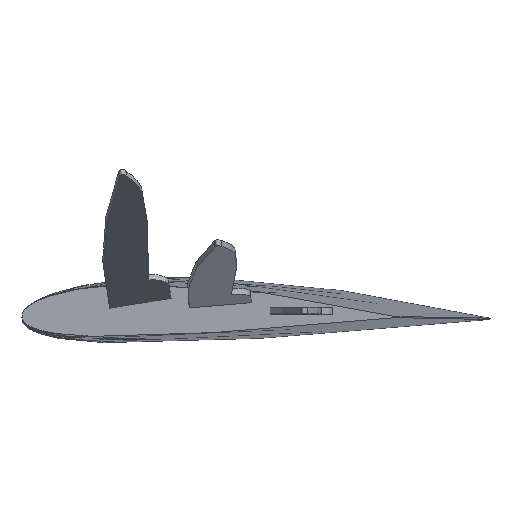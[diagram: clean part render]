
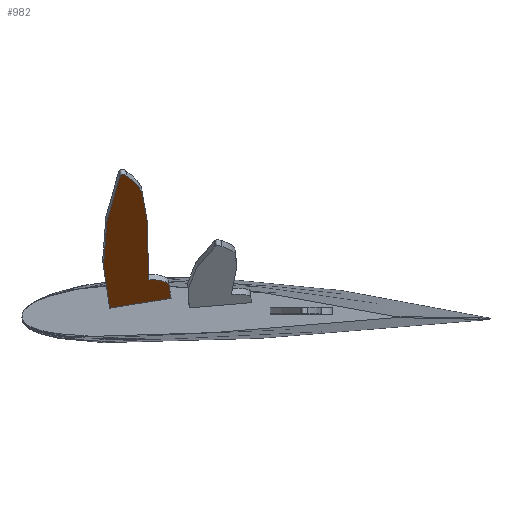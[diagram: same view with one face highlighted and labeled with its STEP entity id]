
A CAD part, top view. The second image highlights one B-rep face of the part: STEP entity #982.
In plain terms, the highlighted planar face has unit normal (0.138, -0.858, 0.494).
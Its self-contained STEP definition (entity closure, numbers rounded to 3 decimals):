
#12 = DIRECTION ( 'NONE',  ( 0.987, 0.159, 0. ) ) ;
#73 = B_SPLINE_CURVE_WITH_KNOTS ( 'NONE', 2,
 ( #815, #1600, #719 ),
 .UNSPECIFIED., .F., .F.,
 ( 3, 3 ),
 ( 0., 1. ),
 .UNSPECIFIED. ) ;
#82 = VERTEX_POINT ( 'NONE', #1462 ) ;
#86 = CARTESIAN_POINT ( 'NONE',  ( 33.571, 45.036, 384.432 ) ) ;
#100 = EDGE_LOOP ( 'NONE', ( #509, #224, #500, #1106, #415, #1063 ) ) ;
#106 = PLANE ( 'NONE',  #1248 ) ;
#142 = EDGE_CURVE ( 'NONE', #810, #82, #391, .T. ) ;
#223 = CARTESIAN_POINT ( 'NONE',  ( 37.623, 42.164, 378.315 ) ) ;
#224 = ORIENTED_EDGE ( 'NONE', *, *, #142, .T. ) ;
#350 = VECTOR ( 'NONE', #12, 1000. ) ;
#361 = EDGE_CURVE ( 'NONE', #516, #1214, #1096, .T. ) ;
#391 = B_SPLINE_CURVE_WITH_KNOTS ( 'NONE', 3,
 ( #477, #1410, #778, #223, #86 ),
 .UNSPECIFIED., .F., .F.,
 ( 4, 1, 4 ),
 ( 0., 0.625, 1. ),
 .UNSPECIFIED. ) ;
#415 = ORIENTED_EDGE ( 'NONE', *, *, #361, .T. ) ;
#454 = LINE ( 'NONE', #1551, #854 ) ;
#477 = CARTESIAN_POINT ( 'NONE',  ( 40.679, 11.768, 324.68 ) ) ;
#487 = DIRECTION ( 'NONE',  ( -0.078, 0.488, 0.869 ) ) ;
#500 = ORIENTED_EDGE ( 'NONE', *, *, #1084, .F. ) ;
#509 = ORIENTED_EDGE ( 'NONE', *, *, #797, .T. ) ;
#516 = VERTEX_POINT ( 'NONE', #1615 ) ;
#546 = CARTESIAN_POINT ( 'NONE',  ( 47.195, 10.056, 319.889 ) ) ;
#605 = CARTESIAN_POINT ( 'NONE',  ( 31.305, 44.673, 384.432 ) ) ;
#615 = CARTESIAN_POINT ( 'NONE',  ( 40.679, 11.768, 324.68 ) ) ;
#646 = CARTESIAN_POINT ( 'NONE',  ( 44.62, 11.509, 323.131 ) ) ;
#679 = VERTEX_POINT ( 'NONE', #605 ) ;
#719 = CARTESIAN_POINT ( 'NONE',  ( 33.571, 45.036, 384.432 ) ) ;
#730 = B_SPLINE_CURVE_WITH_KNOTS ( 'NONE', 2,
 ( #1605, #916, #1440 ),
 .UNSPECIFIED., .F., .F.,
 ( 3, 3 ),
 ( 0., 1. ),
 .UNSPECIFIED. ) ;
#760 = CARTESIAN_POINT ( 'NONE',  ( 47.195, 10.056, 319.889 ) ) ;
#767 = CARTESIAN_POINT ( 'NONE',  ( 47.861, 5.908, 312.5 ) ) ;
#778 = CARTESIAN_POINT ( 'NONE',  ( 40.226, 37.859, 370.113 ) ) ;
#796 = EDGE_CURVE ( 'NONE', #1214, #1573, #454, .T. ) ;
#797 = EDGE_CURVE ( 'NONE', #1573, #810, #814, .T. ) ;
#810 = VERTEX_POINT ( 'NONE', #615 ) ;
#814 = B_SPLINE_CURVE_WITH_KNOTS ( 'NONE', 3,
 ( #760, #1283, #883, #1400, #1275 ),
 .UNSPECIFIED., .F., .F.,
 ( 4, 1, 4 ),
 ( 0., 0.562, 1. ),
 .UNSPECIFIED. ) ;
#815 = CARTESIAN_POINT ( 'NONE',  ( 31.305, 44.673, 384.432 ) ) ;
#854 = VECTOR ( 'NONE', #487, 1000. ) ;
#883 = CARTESIAN_POINT ( 'NONE',  ( 44.296, 11.58, 323.344 ) ) ;
#916 = CARTESIAN_POINT ( 'NONE',  ( 22.906, 22.97, 349.088 ) ) ;
#982 = ADVANCED_FACE ( 'NONE', ( #1561 ), #106, .F. ) ;
#1051 = DIRECTION ( 'NONE',  ( -0.138, 0.858, -0.494 ) ) ;
#1063 = ORIENTED_EDGE ( 'NONE', *, *, #796, .T. ) ;
#1084 = EDGE_CURVE ( 'NONE', #679, #82, #73, .T. ) ;
#1096 = LINE ( 'NONE', #1494, #350 ) ;
#1106 = ORIENTED_EDGE ( 'NONE', *, *, #1588, .F. ) ;
#1214 = VERTEX_POINT ( 'NONE', #767 ) ;
#1248 = AXIS2_PLACEMENT_3D ( 'NONE', #646, #1051, #1571 ) ;
#1275 = CARTESIAN_POINT ( 'NONE',  ( 40.679, 11.768, 324.68 ) ) ;
#1283 = CARTESIAN_POINT ( 'NONE',  ( 46.814, 11.036, 321.698 ) ) ;
#1400 = CARTESIAN_POINT ( 'NONE',  ( 42.539, 11.961, 324.496 ) ) ;
#1410 = CARTESIAN_POINT ( 'NONE',  ( 40.826, 20.788, 340.302 ) ) ;
#1440 = CARTESIAN_POINT ( 'NONE',  ( 31.305, 44.673, 384.432 ) ) ;
#1462 = CARTESIAN_POINT ( 'NONE',  ( 33.571, 45.036, 384.432 ) ) ;
#1494 = CARTESIAN_POINT ( 'NONE',  ( 28.114, 2.737, 312.5 ) ) ;
#1551 = CARTESIAN_POINT ( 'NONE',  ( 47.861, 5.908, 312.5 ) ) ;
#1561 = FACE_OUTER_BOUND ( 'NONE', #100, .T. ) ;
#1571 = DIRECTION ( 'NONE',  ( -0.078, 0.488, 0.869 ) ) ;
#1573 = VERTEX_POINT ( 'NONE', #546 ) ;
#1588 = EDGE_CURVE ( 'NONE', #516, #679, #730, .T. ) ;
#1600 = CARTESIAN_POINT ( 'NONE',  ( 31.785, 46.035, 386.665 ) ) ;
#1605 = CARTESIAN_POINT ( 'NONE',  ( 28.114, 2.737, 312.5 ) ) ;
#1615 = CARTESIAN_POINT ( 'NONE',  ( 28.114, 2.737, 312.5 ) ) ;
